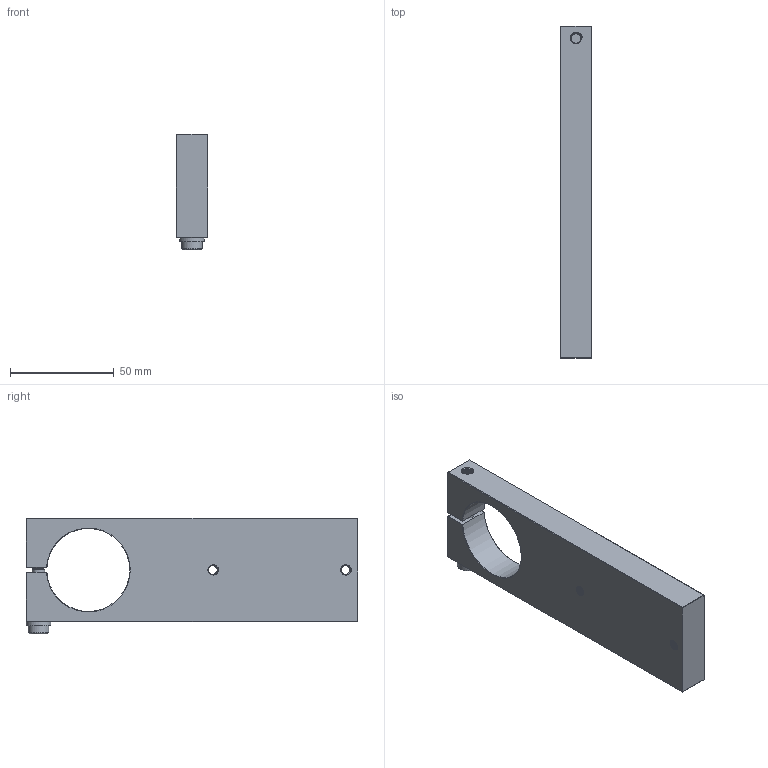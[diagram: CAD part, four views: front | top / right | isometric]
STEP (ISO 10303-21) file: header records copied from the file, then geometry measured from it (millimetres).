
FILE_DESCRIPTION(/* description */ (''),/* implementation_level */ '2;1');
FILE_NAME(/* name */ 'b8448c1a-e569-49ae-867e-2c13414b13af.stp',/* time_stamp */ '2024-10-08T18:05:20Z',/* author */ (''),/* organization */ (''),/* preprocessor_version */ 'ST-DEVELOPER v20',/* originating_system */ 'Autodesk Translation Framework v13.20.0.188',/* authorisation */ '');
FILE_SCHEMA (('AUTOMOTIVE_DESIGN { 1 0 10303 214 3 1 1 }'));
Length unit declared in the file: millimetre
Products named in the file (4): SE 01.014; Socket_head_screw_M6; SE 01.014_body_part; Washer_M6
Assembly tree (3 placements, depth 2):
  SE 01.014
    Socket_head_screw_M6
    SE 01.014_body_part
    Washer_M6
Bounding box: 15 x 160 x 55.8 mm (x, y, z)
Volume: 100768 mm3; surface area: 25247 mm2
Topology: 3 solids, 3 shells, 312 faces, 853 edges, 549 vertices
Faces by surface type: cylinder 216, plane 56, cone 26, bspline 14
Full cylindrical faces by diameter (mm): 4.234 x18, 4.701 x17, 5.035 x23, 5.12 x10, 6 x17, 6.147 x12, 6.4 x1, 10 x1, 12 x1
Entity records: 23218 total; most frequent: CARTESIAN_POINT 16276, ORIENTED_EDGE 1690, DIRECTION 1028, EDGE_CURVE 845, VERTEX_POINT 545, B_SPLINE_CURVE_WITH_KNOTS 435, AXIS2_PLACEMENT_3D 361, EDGE_LOOP 320
